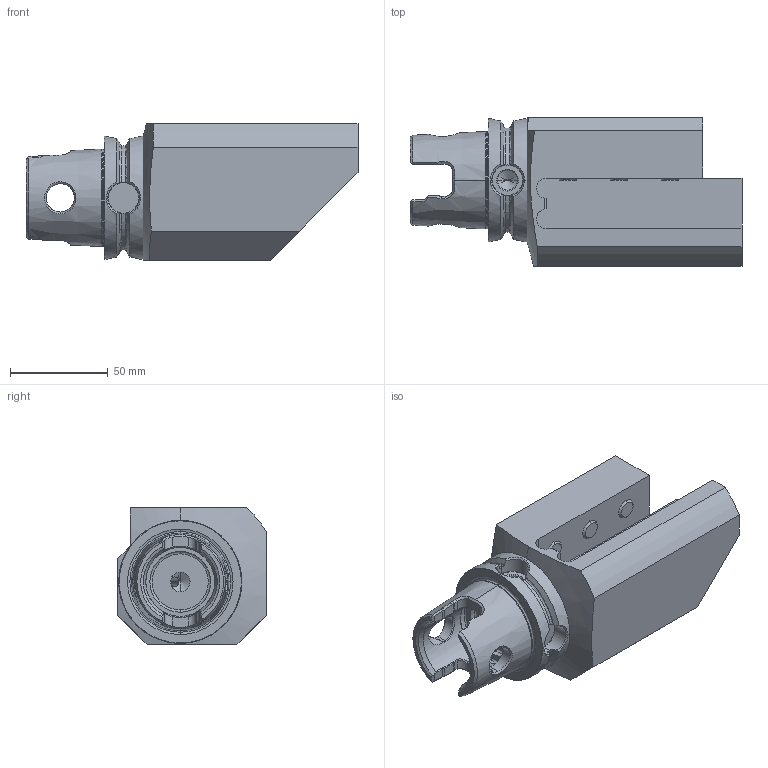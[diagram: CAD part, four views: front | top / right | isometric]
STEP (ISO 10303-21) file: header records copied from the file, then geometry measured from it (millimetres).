
FILE_DESCRIPTION (( 'STEP AP203' ), '1' );
FILE_NAME ('KU6.V25.L11.130.STEP', '2018-02-14T11:02:00', ( 'SWIAdmin' ), ( 'Hewlett-Packard Company' ), 'SwSTEP 2.0', 'SolidWorks 2017', '' );
FILE_SCHEMA (( 'CONFIG_CONTROL_DESIGN' ));
Length unit declared in the file: millimetre
Products named in the file (6): KU6-V25.L11.130_A; ISO 4026 - M12 x 25_PreviewCfg; KU1-U14.001.012_1; KU1-U14.001.012_2; KU1-U14.001.012; KU6.V25.L11.130
Assembly tree (7 placements, depth 3):
  KU6.V25.L11.130
    KU6-V25.L11.130_A
    ISO 4026 - M12 x 25_PreviewCfg  x3
    KU1-U14.001.012
      KU1-U14.001.012_1
      KU1-U14.001.012_2
Bounding box: 169.95 x 76 x 70 mm (x, y, z)
Volume: 454707.6 mm3; surface area: 63783.8 mm2
Topology: 6 solids, 6 shells, 317 faces, 812 edges, 508 vertices
Faces by surface type: plane 98, cylinder 75, bspline 58, cone 52, torus 30, sphere 4
Entity records: 12828 total; most frequent: CARTESIAN_POINT 5821, ORIENTED_EDGE 1468, DIRECTION 1095, EDGE_CURVE 734, VERTEX_POINT 462, AXIS2_PLACEMENT_3D 445, B_SPLINE_CURVE_WITH_KNOTS 318, EDGE_LOOP 310
